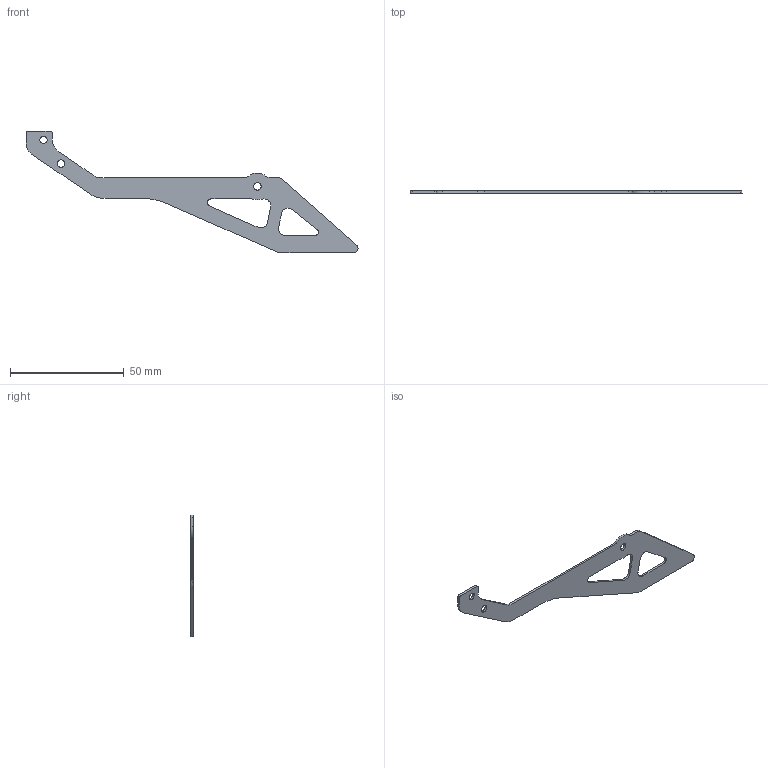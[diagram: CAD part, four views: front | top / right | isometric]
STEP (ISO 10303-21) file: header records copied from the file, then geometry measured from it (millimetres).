
FILE_DESCRIPTION((''),'2;1');
FILE_NAME('000','2023-03-30T19:51:21',('solution.li'),(''),'CREO PARAMETRIC BY PTC INC, 2019164','CREO PARAMETRIC BY PTC INC, 2019164','');
FILE_SCHEMA(('CONFIG_CONTROL_DESIGN','SHAPE_APPEARANCE_LAYERS_GROUPS'));
Length unit declared in the file: millimetre
Products named in the file (1): 000
Bounding box: 145.69 x 1 x 53.51 mm (x, y, z)
Volume: 1952.2 mm3; surface area: 4386.5 mm2
Topology: 1 solids, 1 shells, 48 faces, 138 edges, 92 vertices
Faces by surface type: cylinder 28, plane 20
Entity records: 2301 total; most frequent: COLOUR_RGB 314, DIRECTION 290, CARTESIAN_POINT 278, ORIENTED_EDGE 276, EDGE_CURVE 138, AXIS2_PLACEMENT_3D 104, VERTEX_POINT 92, VECTOR 82
